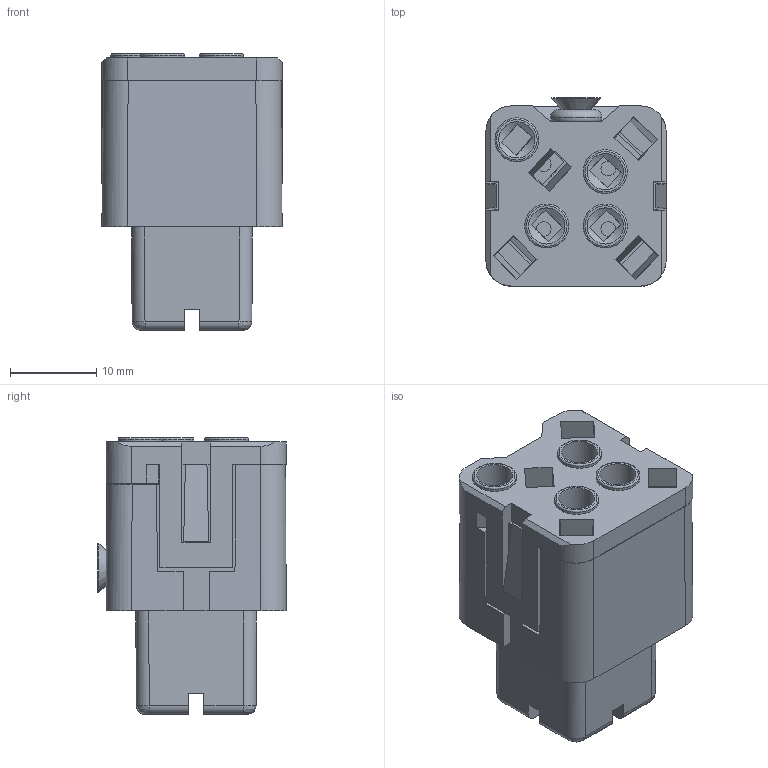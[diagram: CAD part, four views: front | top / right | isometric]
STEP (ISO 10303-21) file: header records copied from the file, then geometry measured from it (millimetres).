
FILE_DESCRIPTION(/* description */ (''),/* implementation_level */ '2;1');
FILE_NAME(/* name */ 'HA-003-FS.stp',/* time_stamp */ '2023-09-18T17:37:23+08:00',/* author */ (''),/* organization */ (''),/* preprocessor_version */ 'ST-DEVELOPER v16',/* originating_system */ 'SIEMENS PLM Software NX 10.0',/* authorisation */ '');
FILE_SCHEMA (('AUTOMOTIVE_DESIGN { 1 0 10303 214 3 1 1 1 }'));
Length unit declared in the file: millimetre
Products named in the file (1): Admi16F8F3C4yuuo
Bounding box: 20.94 x 21.87 x 32.1 mm (x, y, z)
Volume: 6947.7 mm3; surface area: 9751.5 mm2
Topology: 1 solids, 4 shells, 711 faces, 2053 edges, 1331 vertices
Faces by surface type: plane 506, cylinder 126, cone 49, torus 18, sphere 8, bspline 4
Full cylindrical faces by diameter (mm): 1.3 x1, 1.4 x5, 1.6 x2, 1.7 x4, 2 x3, 2.6 x3, 2.75 x1, 3.1 x2, 3.2 x4, 4.2 x4, 5.1 x4, 5.7 x1
Entity records: 25190 total; most frequent: CARTESIAN_POINT 5208, ORIENTED_EDGE 3876, DIRECTION 3733, EDGE_CURVE 1938, LINE 1365, VECTOR 1365, VERTEX_POINT 1287, AXIS2_PLACEMENT_3D 1184
